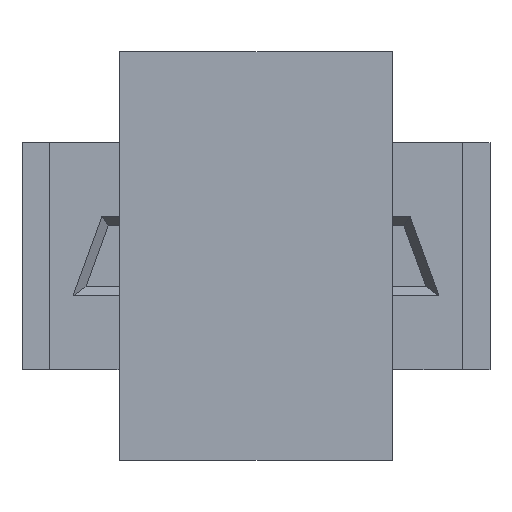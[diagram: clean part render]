
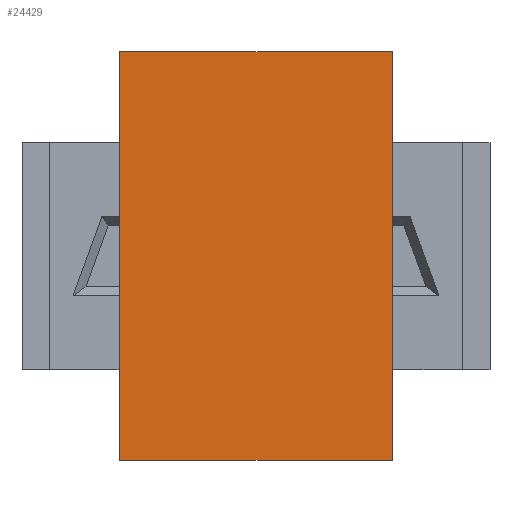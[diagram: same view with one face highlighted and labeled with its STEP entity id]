
A CAD part, top view. The second image highlights one B-rep face of the part: STEP entity #24429.
In plain terms, the highlighted face is planar.
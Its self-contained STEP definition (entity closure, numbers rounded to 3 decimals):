
#23704=DIRECTION('',(-1.,0.,0.));
#23705=VECTOR('',#23704,9.);
#23706=CARTESIAN_POINT('',(4.5,0.75,0.));
#23707=LINE('',#23706,#23705);
#23916=DIRECTION('',(0.,0.,1.));
#23917=VECTOR('',#23916,6.);
#23918=CARTESIAN_POINT('',(4.5,0.75,0.));
#23919=LINE('',#23918,#23917);
#23920=DIRECTION('',(-1.,0.,0.));
#23921=VECTOR('',#23920,9.);
#23922=CARTESIAN_POINT('',(4.5,0.75,6.));
#23923=LINE('',#23922,#23921);
#23924=DIRECTION('',(0.,0.,1.));
#23925=VECTOR('',#23924,6.);
#23926=CARTESIAN_POINT('',(-4.5,0.75,0.));
#23927=LINE('',#23926,#23925);
#24010=CARTESIAN_POINT('',(4.5,0.75,0.));
#24011=VERTEX_POINT('',#24010);
#24012=CARTESIAN_POINT('',(-4.5,0.75,0.));
#24013=VERTEX_POINT('',#24012);
#24066=CARTESIAN_POINT('',(-4.5,0.75,6.));
#24067=VERTEX_POINT('',#24066);
#24068=CARTESIAN_POINT('',(4.5,0.75,6.));
#24069=VERTEX_POINT('',#24068);
#24417=CARTESIAN_POINT('',(4.5,0.75,0.));
#24418=DIRECTION('',(0.,1.,0.));
#24419=DIRECTION('',(-1.,0.,0.));
#24420=AXIS2_PLACEMENT_3D('',#24417,#24418,#24419);
#24421=PLANE('',#24420);
#24422=ORIENTED_EDGE('',*,*,#24119,.F.);
#24423=ORIENTED_EDGE('',*,*,#24412,.T.);
#24424=ORIENTED_EDGE('',*,*,#24236,.T.);
#24426=ORIENTED_EDGE('',*,*,#24425,.F.);
#24427=EDGE_LOOP('',(#24422,#24423,#24424,#24426));
#24428=FACE_OUTER_BOUND('',#24427,.F.);
#24429=ADVANCED_FACE('',(#24428),#24421,.T.);
#24119=EDGE_CURVE('',#24011,#24013,#23707,.T.);
#24236=EDGE_CURVE('',#24069,#24067,#23923,.T.);
#24412=EDGE_CURVE('',#24011,#24069,#23919,.T.);
#24425=EDGE_CURVE('',#24013,#24067,#23927,.T.);
